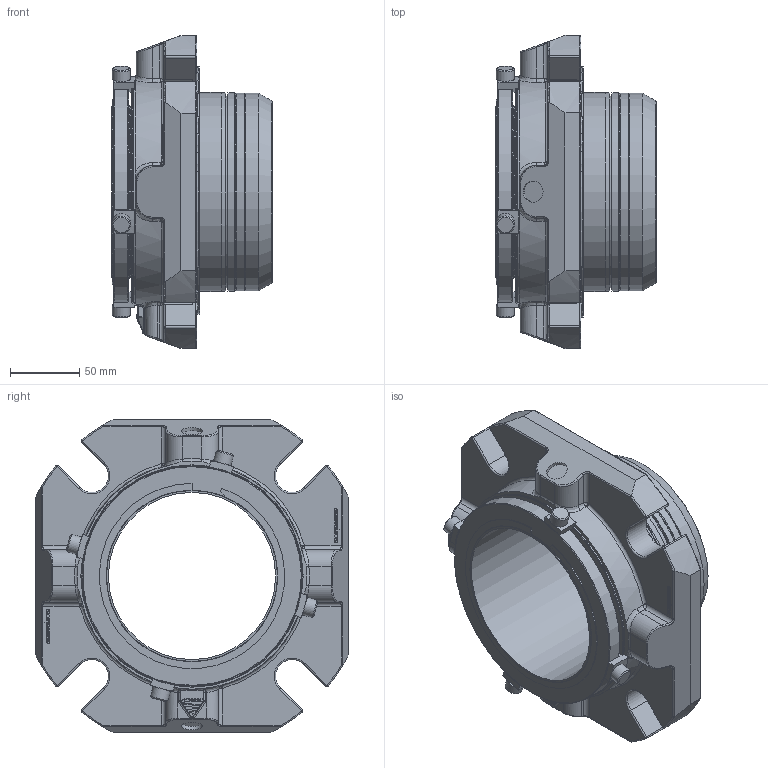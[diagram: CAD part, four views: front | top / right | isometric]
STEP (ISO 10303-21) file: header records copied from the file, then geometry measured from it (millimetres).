
FILE_DESCRIPTION(/* description */ ('Unknown'),/* implementation_level */ '2;1');
FILE_NAME(/* name */ '4.750',/* time_stamp */ '2023-01-31T13:10:29+00:00',/* author */ ('Unknown'),/* organization */ ('Unknown'),/* preprocessor_version */ 'ST-DEVELOPER v16.7',/* originating_system */ 'Solid Edge',/* authorisation */ 'Unknown');
FILE_SCHEMA (('AUTOMOTIVE_DESIGN {1 0 10303 214 3 1 1}'));
Length unit declared in the file: millimetre
Products named in the file (1): 4.750
Bounding box: 115.93 x 225.65 x 225.65 mm (x, y, z)
Volume: 1359826.1 mm3; surface area: 212942.1 mm2
Topology: 1 solids, 1 shells, 998 faces, 2644 edges, 1637 vertices
Faces by surface type: cylinder 322, plane 276, bspline 231, torus 106, cone 37, sphere 26
Full cylindrical faces by diameter (mm): 2.194 x1, 13 x4, 15.342 x2, 120.65 x1, 123.088 x1, 123.8 x1, 124.638 x1, 139.192 x2, 141.529 x1, 142.494 x2, 142.9 x1, 143.662 x1, 158.75 x1, 160.274 x1, 169.977 x1, 171.45 x1, 175.412 x1, 175.565 x1, 175.92 x1, 176 x1, 176.581 x1, 176.835 x1
Entity records: 35372 total; most frequent: CARTESIAN_POINT 12489, ORIENTED_EDGE 5050, DIRECTION 4310, EDGE_CURVE 2525, AXIS2_PLACEMENT_3D 1619, VERTEX_POINT 1609, EDGE_LOOP 1112, FACE_BOUND 1112
